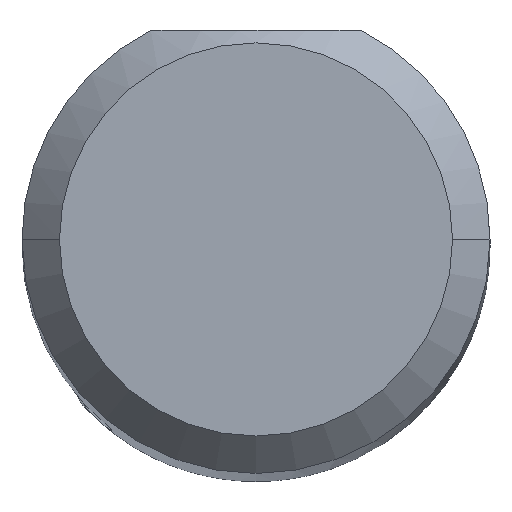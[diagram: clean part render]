
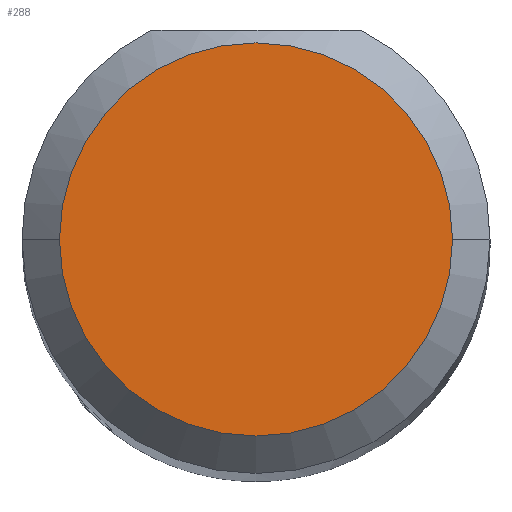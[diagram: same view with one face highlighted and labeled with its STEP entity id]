
A CAD part, top view. The second image highlights one B-rep face of the part: STEP entity #288.
In plain terms, the highlighted planar face has unit normal (0, 0, 1).
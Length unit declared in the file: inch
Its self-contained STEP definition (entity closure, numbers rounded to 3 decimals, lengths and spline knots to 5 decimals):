
#7 = AXIS2_PLACEMENT_3D ( 'NONE', #160, #357, #832 ) ;
#18 = DIRECTION ( 'NONE',  ( 1., 0., 0. ) ) ;
#29 = VERTEX_POINT ( 'NONE', #651 ) ;
#150 = PLANE ( 'NONE',  #7 ) ;
#160 = CARTESIAN_POINT ( 'NONE',  ( 0., 0., 2. ) ) ;
#172 = CARTESIAN_POINT ( 'NONE',  ( 0., 0., 2. ) ) ;
#199 = DIRECTION ( 'NONE',  ( 0., 0., 1. ) ) ;
#207 = EDGE_LOOP ( 'NONE', ( #797, #353 ) ) ;
#225 = CARTESIAN_POINT ( 'NONE',  ( 0.07875, 0., 2. ) ) ;
#288 = ADVANCED_FACE ( 'NONE', ( #739 ), #150, .T. ) ;
#319 = CARTESIAN_POINT ( 'NONE',  ( 0., 0., 2. ) ) ;
#353 = ORIENTED_EDGE ( 'NONE', *, *, #654, .T. ) ;
#357 = DIRECTION ( 'NONE',  ( 0., 0., 1. ) ) ;
#460 = CIRCLE ( 'NONE', #826, 0.07875 ) ;
#636 = EDGE_CURVE ( 'NONE', #29, #784, #811, .T. ) ;
#651 = CARTESIAN_POINT ( 'NONE',  ( -0.07875, 0., 2. ) ) ;
#654 = EDGE_CURVE ( 'NONE', #784, #29, #460, .T. ) ;
#739 = FACE_OUTER_BOUND ( 'NONE', #207, .T. ) ;
#772 = AXIS2_PLACEMENT_3D ( 'NONE', #172, #796, #18 ) ;
#784 = VERTEX_POINT ( 'NONE', #225 ) ;
#792 = DIRECTION ( 'NONE',  ( 1., 0., 0. ) ) ;
#796 = DIRECTION ( 'NONE',  ( 0., 0., 1. ) ) ;
#797 = ORIENTED_EDGE ( 'NONE', *, *, #636, .T. ) ;
#811 = CIRCLE ( 'NONE', #772, 0.07875 ) ;
#826 = AXIS2_PLACEMENT_3D ( 'NONE', #319, #199, #792 ) ;
#832 = DIRECTION ( 'NONE',  ( 1., 0., 0. ) ) ;
